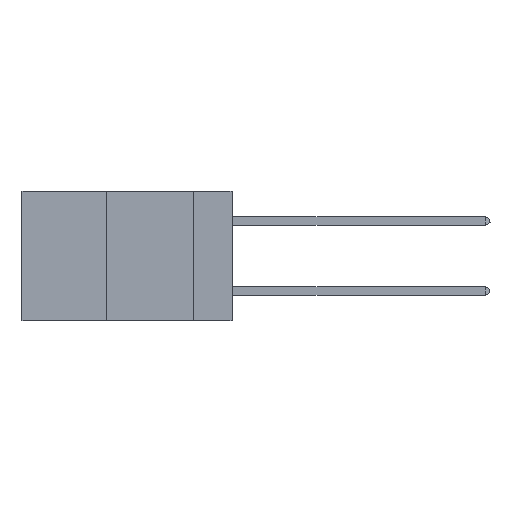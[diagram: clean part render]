
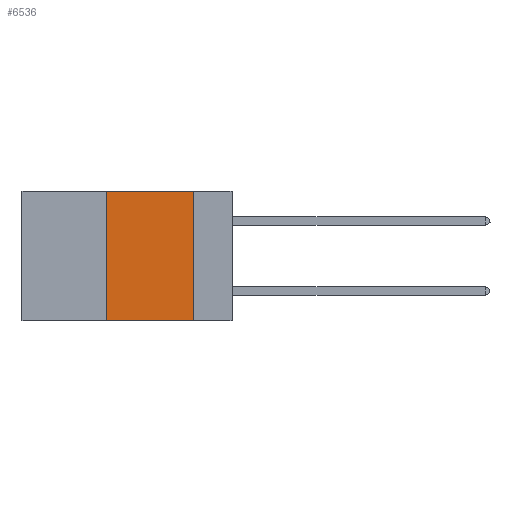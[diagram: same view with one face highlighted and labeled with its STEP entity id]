
A CAD part, left-side view. The second image highlights one B-rep face of the part: STEP entity #6536.
In plain terms, the highlighted planar face has unit normal (-1, 0, 0).
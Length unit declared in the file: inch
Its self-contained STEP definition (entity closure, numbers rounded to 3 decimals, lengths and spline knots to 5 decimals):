
#290 = EDGE_CURVE ( 'NONE', #4035, #3543, #11242, .T. ) ;
#667 = CARTESIAN_POINT ( 'NONE',  ( 0., 0.6, -0.37 ) ) ;
#1149 = EDGE_CURVE ( 'NONE', #5812, #12870, #2667, .T. ) ;
#2032 = ORIENTED_EDGE ( 'NONE', *, *, #13843, .F. ) ;
#2667 = LINE ( 'NONE', #7565, #5309 ) ;
#3522 = LINE ( 'NONE', #4924, #7230 ) ;
#3543 = VERTEX_POINT ( 'NONE', #14861 ) ;
#3594 = DIRECTION ( 'NONE',  ( 0., 0., 1. ) ) ;
#3666 = PLANE ( 'NONE',  #14285 ) ;
#3861 = CARTESIAN_POINT ( 'NONE',  ( 0., 0.36, 0. ) ) ;
#3919 = ORIENTED_EDGE ( 'NONE', *, *, #290, .T. ) ;
#4035 = VERTEX_POINT ( 'NONE', #9998 ) ;
#4539 = LINE ( 'NONE', #9271, #5884 ) ;
#4924 = CARTESIAN_POINT ( 'NONE',  ( 0., 0.36, 0. ) ) ;
#5309 = VECTOR ( 'NONE', #12293, 39.37008 ) ;
#5812 = VERTEX_POINT ( 'NONE', #3861 ) ;
#5884 = VECTOR ( 'NONE', #8112, 39.37008 ) ;
#5997 = CARTESIAN_POINT ( 'NONE',  ( 0., 0.6, 0. ) ) ;
#6257 = CARTESIAN_POINT ( 'NONE',  ( 0., 0.11, 0. ) ) ;
#6536 = ADVANCED_FACE ( 'NONE', ( #14290 ), #3666, .F. ) ;
#7059 = ORIENTED_EDGE ( 'NONE', *, *, #7290, .F. ) ;
#7230 = VECTOR ( 'NONE', #3594, 39.37008 ) ;
#7290 = EDGE_CURVE ( 'NONE', #12870, #3543, #4539, .T. ) ;
#7565 = CARTESIAN_POINT ( 'NONE',  ( 0., 0.6, 0. ) ) ;
#8085 = ORIENTED_EDGE ( 'NONE', *, *, #1149, .F. ) ;
#8112 = DIRECTION ( 'NONE',  ( 0., 0., -1. ) ) ;
#8919 = DIRECTION ( 'NONE',  ( 0., -1., 0. ) ) ;
#9271 = CARTESIAN_POINT ( 'NONE',  ( 0., 0.11, 0. ) ) ;
#9324 = DIRECTION ( 'NONE',  ( 1., 0., 0. ) ) ;
#9998 = CARTESIAN_POINT ( 'NONE',  ( 0., 0.36, -0.37 ) ) ;
#10665 = EDGE_LOOP ( 'NONE', ( #7059, #8085, #2032, #3919 ) ) ;
#10906 = VECTOR ( 'NONE', #8919, 39.37008 ) ;
#11242 = LINE ( 'NONE', #667, #10906 ) ;
#11573 = DIRECTION ( 'NONE',  ( 0., 0., -1. ) ) ;
#12293 = DIRECTION ( 'NONE',  ( 0., -1., 0. ) ) ;
#12870 = VERTEX_POINT ( 'NONE', #6257 ) ;
#13843 = EDGE_CURVE ( 'NONE', #4035, #5812, #3522, .T. ) ;
#14285 = AXIS2_PLACEMENT_3D ( 'NONE', #5997, #9324, #11573 ) ;
#14290 = FACE_OUTER_BOUND ( 'NONE', #10665, .T. ) ;
#14861 = CARTESIAN_POINT ( 'NONE',  ( 0., 0.11, -0.37 ) ) ;
